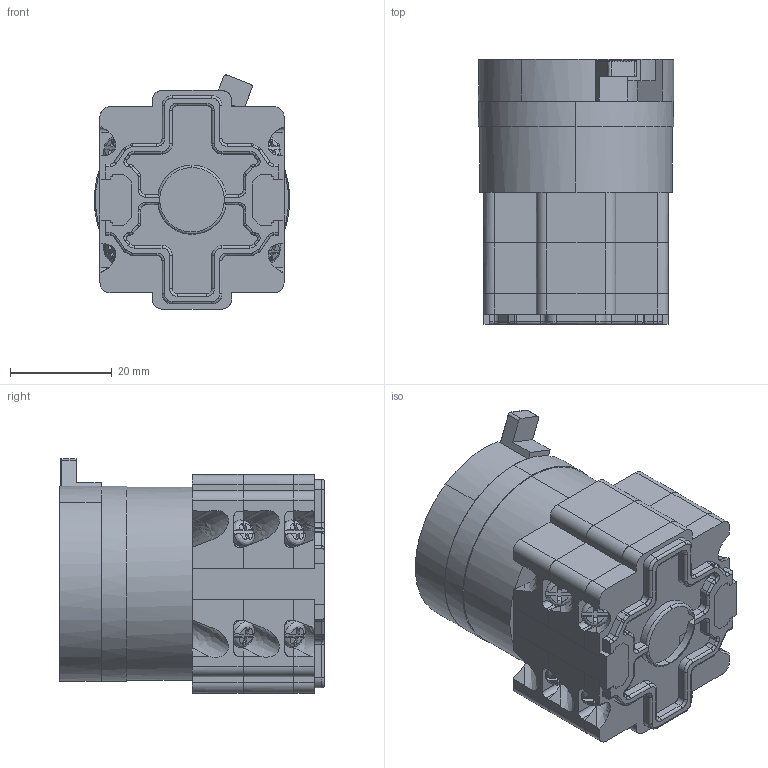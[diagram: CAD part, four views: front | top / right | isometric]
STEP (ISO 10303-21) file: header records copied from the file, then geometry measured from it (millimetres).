
FILE_DESCRIPTION(('TFLEX Exchange Step'),'2;1');
FILE_NAME('energoplast_4g20-2ke-u-s14_3dmodel.stp', '2024-05-20T14:41:21+03:00',('nikolaeva'),('Unknown organisation'),'TFLEX Exchange 2019.0','T-FLEX CAD','Unknown authorisation');
FILE_SCHEMA( ('AUTOMOTIVE_DESIGN { 1 0 10303 214 1 1 1 1 }') );
Length unit declared in the file: millimetre
Products named in the file (1): BUFFER:000000AFEFFFC640 
Bounding box: 38.39 x 52.1 x 46.05 mm (x, y, z)
Volume: 24952.4 mm3; surface area: 28510.9 mm2
Topology: 6 solids, 11 shells, 917 faces, 2860 edges, 1902 vertices
Faces by surface type: plane 525, bspline 392
Entity records: 49483 total; most frequent: CARTESIAN_POINT 31692, ORIENTED_EDGE 5158, B_SPLINE_CURVE_WITH_KNOTS 2856, EDGE_CURVE 2856, VERTEX_POINT 1902, DIRECTION 1052, EDGE_LOOP 961, FACE_BOUND 961
